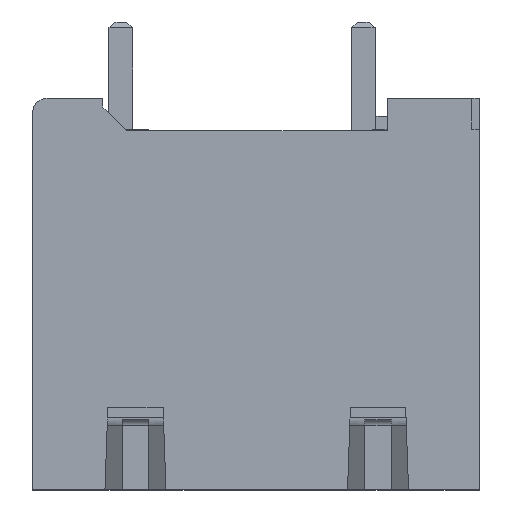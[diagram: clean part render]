
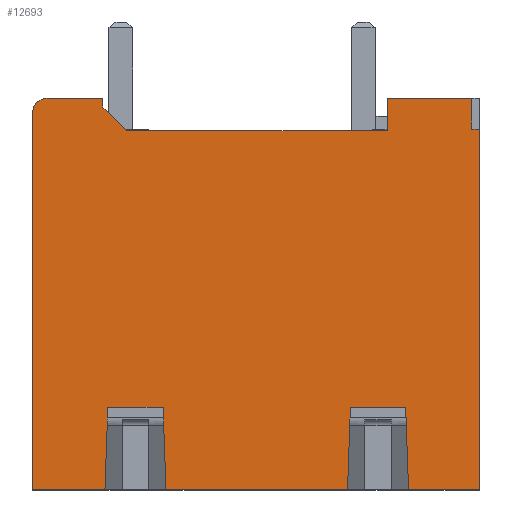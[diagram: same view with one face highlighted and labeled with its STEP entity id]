
A CAD part, top view. The second image highlights one B-rep face of the part: STEP entity #12693.
In plain terms, the highlighted planar face has unit normal (0, 0, 1).
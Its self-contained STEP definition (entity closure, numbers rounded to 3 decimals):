
#554=DIRECTION('',(1.,0.,0.));
#555=VECTOR('',#554,2.462);
#556=CARTESIAN_POINT('',(-3.,0.,2.2));
#557=LINE('',#556,#555);
#570=DIRECTION('',(1.,0.,0.));
#571=VECTOR('',#570,6.175);
#572=CARTESIAN_POINT('',(1.537,0.,2.2));
#573=LINE('',#572,#571);
#586=DIRECTION('',(1.,0.,0.));
#587=VECTOR('',#586,2.413);
#588=CARTESIAN_POINT('',(9.787,0.,2.2));
#589=LINE('',#588,#587);
#2680=DIRECTION('',(-1.,0.,0.));
#2681=VECTOR('',#2680,2.878);
#2682=CARTESIAN_POINT('',(11.938,13.3,2.2));
#2683=LINE('',#2682,#2681);
#2704=DIRECTION('',(0.,-1.,0.));
#2705=VECTOR('',#2704,1.107);
#2706=CARTESIAN_POINT('',(9.059,13.3,2.2));
#2707=LINE('',#2706,#2705);
#2880=DIRECTION('',(-1.,0.,0.));
#2881=VECTOR('',#2880,8.853);
#2882=CARTESIAN_POINT('',(9.059,12.193,2.2));
#2883=LINE('',#2882,#2881);
#3034=DIRECTION('',(0.,1.,0.));
#3035=VECTOR('',#3034,0.295);
#3036=CARTESIAN_POINT('',(-0.605,13.005,2.2));
#3037=LINE('',#3036,#3035);
#3046=DIRECTION('',(-1.,0.,0.));
#3047=VECTOR('',#3046,1.895);
#3048=CARTESIAN_POINT('',(-0.605,13.3,2.2));
#3049=LINE('',#3048,#3047);
#3638=DIRECTION('',(0.,-1.,0.));
#3639=VECTOR('',#3638,12.25);
#3640=CARTESIAN_POINT('',(12.2,12.25,2.2));
#3641=LINE('',#3640,#3639);
#3642=DIRECTION('',(-0.035,0.999,0.));
#3643=VECTOR('',#3642,2.802);
#3644=CARTESIAN_POINT('',(9.787,0.,2.2));
#3645=LINE('',#3644,#3643);
#3646=DIRECTION('',(-1.,0.,0.));
#3647=VECTOR('',#3646,1.879);
#3648=CARTESIAN_POINT('',(9.69,2.8,2.2));
#3649=LINE('',#3648,#3647);
#3650=DIRECTION('',(-0.035,-0.999,0.));
#3651=VECTOR('',#3650,2.802);
#3652=CARTESIAN_POINT('',(7.811,2.8,2.2));
#3653=LINE('',#3652,#3651);
#3654=DIRECTION('',(-0.035,0.999,0.));
#3655=VECTOR('',#3654,2.802);
#3656=CARTESIAN_POINT('',(1.537,0.,2.2));
#3657=LINE('',#3656,#3655);
#3658=DIRECTION('',(-1.,0.,0.));
#3659=VECTOR('',#3658,1.879);
#3660=CARTESIAN_POINT('',(1.44,2.8,2.2));
#3661=LINE('',#3660,#3659);
#3662=DIRECTION('',(-0.035,-0.999,0.));
#3663=VECTOR('',#3662,2.802);
#3664=CARTESIAN_POINT('',(-0.439,2.8,
2.2));
#3665=LINE('',#3664,#3663);
#3666=DIRECTION('',(0.,1.,0.));
#3667=VECTOR('',#3666,12.8);
#3668=CARTESIAN_POINT('',(-3.,0.,2.2));
#3669=LINE('',#3668,#3667);
#3670=CARTESIAN_POINT('',(-2.5,12.8,2.2));
#3671=DIRECTION('',(0.,0.,-1.));
#3672=DIRECTION('',(-1.,0.,0.));
#3673=AXIS2_PLACEMENT_3D('',#3670,#3671,#3672);
#3675=DIRECTION('',(0.707,-0.707,0.));
#3676=VECTOR('',#3675,1.149);
#3677=CARTESIAN_POINT('',(-0.605,13.005,2.2));
#3678=LINE('',#3677,#3676);
#3679=DIRECTION('',(1.,0.,0.));
#3680=VECTOR('',#3679,0.262);
#3681=CARTESIAN_POINT('',(11.938,12.25,2.2));
#3682=LINE('',#3681,#3680);
#3995=DIRECTION('',(0.,1.,0.));
#3996=VECTOR('',#3995,1.05);
#3997=CARTESIAN_POINT('',(11.938,12.25,2.2));
#3998=LINE('',#3997,#3996);
#6030=CARTESIAN_POINT('',(12.2,12.25,2.2));
#6032=VERTEX_POINT('',#6030);
#6037=CARTESIAN_POINT('',(11.938,13.3,2.2));
#6038=VERTEX_POINT('',#6037);
#6039=CARTESIAN_POINT('',(9.059,13.3,2.2));
#6040=VERTEX_POINT('',#6039);
#6041=CARTESIAN_POINT('',(9.059,12.193,2.2));
#6042=VERTEX_POINT('',#6041);
#6091=CARTESIAN_POINT('',(0.207,12.193,2.2));
#6092=VERTEX_POINT('',#6091);
#6137=CARTESIAN_POINT('',(-0.605,13.005,2.2));
#6138=VERTEX_POINT('',#6137);
#6139=CARTESIAN_POINT('',(-0.605,13.3,2.2));
#6140=VERTEX_POINT('',#6139);
#6141=CARTESIAN_POINT('',(-2.5,13.3,2.2));
#6142=VERTEX_POINT('',#6141);
#6164=CARTESIAN_POINT('',(-3.,12.8,2.2));
#6165=VERTEX_POINT('',#6164);
#6166=CARTESIAN_POINT('',(11.938,12.25,2.2));
#6167=VERTEX_POINT('',#6166);
#6286=CARTESIAN_POINT('',(-0.439,2.8,
2.2));
#6287=CARTESIAN_POINT('',(-0.538,0.,2.2));
#6288=VERTEX_POINT('',#6286);
#6289=VERTEX_POINT('',#6287);
#6290=CARTESIAN_POINT('',(1.537,0.,2.2));
#6291=CARTESIAN_POINT('',(1.44,2.8,2.2));
#6292=VERTEX_POINT('',#6290);
#6293=VERTEX_POINT('',#6291);
#6294=CARTESIAN_POINT('',(7.811,2.8,2.2));
#6295=CARTESIAN_POINT('',(7.712,0.,2.2));
#6296=VERTEX_POINT('',#6294);
#6297=VERTEX_POINT('',#6295);
#6298=CARTESIAN_POINT('',(9.787,0.,2.2));
#6299=CARTESIAN_POINT('',(9.69,2.8,2.2));
#6300=VERTEX_POINT('',#6298);
#6301=VERTEX_POINT('',#6299);
#6302=CARTESIAN_POINT('',(-3.,0.,2.2));
#6303=VERTEX_POINT('',#6302);
#6304=CARTESIAN_POINT('',(12.2,0.,2.2));
#6305=VERTEX_POINT('',#6304);
#12656=CARTESIAN_POINT('',(0.,0.,2.2));
#12657=DIRECTION('',(0.,0.,1.));
#12658=DIRECTION('',(1.,0.,0.));
#12659=AXIS2_PLACEMENT_3D('',#12656,#12657,#12658);
#12660=PLANE('',#12659);
#12661=ORIENTED_EDGE('',*,*,#11346,.T.);
#12662=ORIENTED_EDGE('',*,*,#7842,.F.);
#12664=ORIENTED_EDGE('',*,*,#12663,.T.);
#12666=ORIENTED_EDGE('',*,*,#12665,.T.);
#12668=ORIENTED_EDGE('',*,*,#12667,.T.);
#12669=ORIENTED_EDGE('',*,*,#7834,.F.);
#12671=ORIENTED_EDGE('',*,*,#12670,.T.);
#12673=ORIENTED_EDGE('',*,*,#12672,.T.);
#12675=ORIENTED_EDGE('',*,*,#12674,.T.);
#12676=ORIENTED_EDGE('',*,*,#7826,.F.);
#12678=ORIENTED_EDGE('',*,*,#12677,.T.);
#12679=ORIENTED_EDGE('',*,*,#12649,.T.);
#12680=ORIENTED_EDGE('',*,*,#11825,.F.);
#12681=ORIENTED_EDGE('',*,*,#11806,.F.);
#12683=ORIENTED_EDGE('',*,*,#12682,.T.);
#12684=ORIENTED_EDGE('',*,*,#11617,.F.);
#12685=ORIENTED_EDGE('',*,*,#11411,.F.);
#12686=ORIENTED_EDGE('',*,*,#11388,.F.);
#12688=ORIENTED_EDGE('',*,*,#12687,.F.);
#12690=ORIENTED_EDGE('',*,*,#12689,.T.);
#12691=EDGE_LOOP('',(#12661,#12662,#12664,#12666,#12668,#12669,#12671,#12673,
#12675,#12676,#12678,#12679,#12680,#12681,#12683,#12684,#12685,#12686,#12688,
#12690));
#12692=FACE_OUTER_BOUND('',#12691,.F.);
#3674=CIRCLE('',#3673,0.5);
#7826=EDGE_CURVE('',#6303,#6289,#557,.T.);
#7834=EDGE_CURVE('',#6292,#6297,#573,.T.);
#7842=EDGE_CURVE('',#6300,#6305,#589,.T.);
#11346=EDGE_CURVE('',#6032,#6305,#3641,.T.);
#11388=EDGE_CURVE('',#6038,#6040,#2683,.T.);
#11411=EDGE_CURVE('',#6040,#6042,#2707,.T.);
#11617=EDGE_CURVE('',#6042,#6092,#2883,.T.);
#11806=EDGE_CURVE('',#6138,#6140,#3037,.T.);
#11825=EDGE_CURVE('',#6140,#6142,#3049,.T.);
#12649=EDGE_CURVE('',#6165,#6142,#3674,.T.);
#12663=EDGE_CURVE('',#6300,#6301,#3645,.T.);
#12665=EDGE_CURVE('',#6301,#6296,#3649,.T.);
#12667=EDGE_CURVE('',#6296,#6297,#3653,.T.);
#12670=EDGE_CURVE('',#6292,#6293,#3657,.T.);
#12672=EDGE_CURVE('',#6293,#6288,#3661,.T.);
#12674=EDGE_CURVE('',#6288,#6289,#3665,.T.);
#12677=EDGE_CURVE('',#6303,#6165,#3669,.T.);
#12682=EDGE_CURVE('',#6138,#6092,#3678,.T.);
#12687=EDGE_CURVE('',#6167,#6038,#3998,.T.);
#12689=EDGE_CURVE('',#6167,#6032,#3682,.T.);
#12693=ADVANCED_FACE('',(#12692),#12660,.T.);
